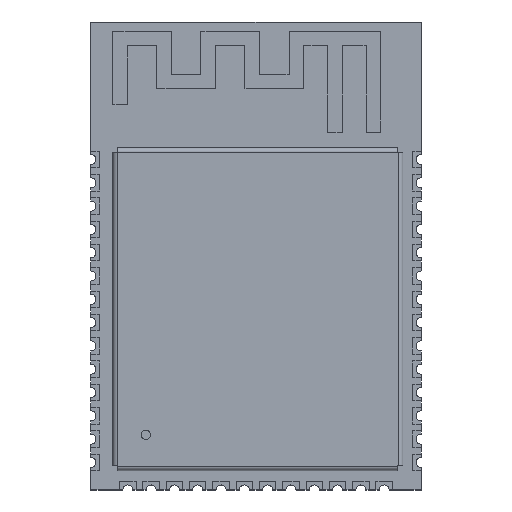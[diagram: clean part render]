
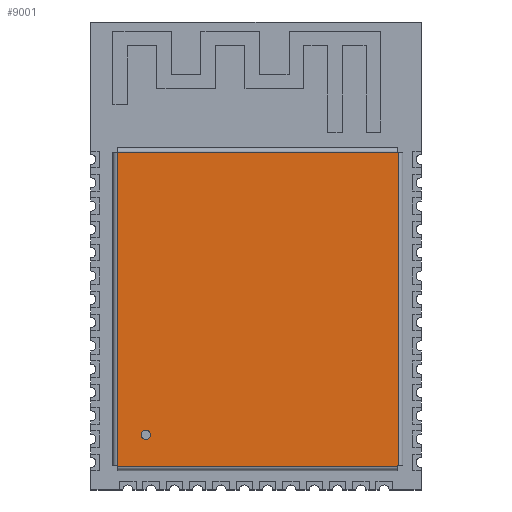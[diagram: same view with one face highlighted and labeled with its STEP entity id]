
A CAD part, top view. The second image highlights one B-rep face of the part: STEP entity #9001.
In plain terms, the highlighted planar face has unit normal (0, 0, 1).
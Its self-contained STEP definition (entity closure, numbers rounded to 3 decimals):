
#4486 = VERTEX_POINT('',#4487);
#4487 = CARTESIAN_POINT('',(-7.529,-8.429,3.25));
#4493 = EDGE_CURVE('',#4486,#4494,#4496,.T.);
#4494 = VERTEX_POINT('',#4495);
#4495 = CARTESIAN_POINT('',(-7.549,-8.429,3.25));
#4496 = LINE('',#4497,#4498);
#4497 = CARTESIAN_POINT('',(-7.529,-8.429,3.25));
#4498 = VECTOR('',#4499,1.);
#4499 = DIRECTION('',(-1.,0.,0.));
#4550 = VERTEX_POINT('',#4551);
#4551 = CARTESIAN_POINT('',(-7.549,8.629,3.25));
#4558 = EDGE_CURVE('',#4550,#4559,#4561,.T.);
#4559 = VERTEX_POINT('',#4560);
#4560 = CARTESIAN_POINT('',(-7.529,8.629,3.25));
#4561 = LINE('',#4562,#4563);
#4562 = CARTESIAN_POINT('',(-7.529,8.629,3.25));
#4563 = VECTOR('',#4564,1.);
#4564 = DIRECTION('',(1.,0.,0.));
#4650 = VERTEX_POINT('',#4651);
#4651 = CARTESIAN_POINT('',(7.729,-8.429,3.25));
#4657 = EDGE_CURVE('',#4650,#4658,#4660,.T.);
#4658 = VERTEX_POINT('',#4659);
#4659 = CARTESIAN_POINT('',(7.729,-8.449,3.25));
#4660 = LINE('',#4661,#4662);
#4661 = CARTESIAN_POINT('',(7.729,-8.7,3.25));
#4662 = VECTOR('',#4663,1.);
#4663 = DIRECTION('',(0.,-1.,0.));
#4714 = VERTEX_POINT('',#4715);
#4715 = CARTESIAN_POINT('',(-7.529,-8.449,3.25));
#4722 = EDGE_CURVE('',#4714,#4486,#4723,.T.);
#4723 = LINE('',#4724,#4725);
#4724 = CARTESIAN_POINT('',(-7.529,-8.7,3.25));
#4725 = VECTOR('',#4726,1.);
#4726 = DIRECTION('',(0.,1.,0.));
#4803 = EDGE_CURVE('',#4559,#4804,#4806,.T.);
#4804 = VERTEX_POINT('',#4805);
#4805 = CARTESIAN_POINT('',(-7.529,8.649,3.25));
#4806 = LINE('',#4807,#4808);
#4807 = CARTESIAN_POINT('',(-7.529,8.629,3.25));
#4808 = VECTOR('',#4809,1.);
#4809 = DIRECTION('',(0.,1.,0.));
#4860 = VERTEX_POINT('',#4861);
#4861 = CARTESIAN_POINT('',(7.729,8.649,3.25));
#4868 = EDGE_CURVE('',#4860,#4869,#4871,.T.);
#4869 = VERTEX_POINT('',#4870);
#4870 = CARTESIAN_POINT('',(7.729,8.629,3.25));
#4871 = LINE('',#4872,#4873);
#4872 = CARTESIAN_POINT('',(7.729,8.629,3.25));
#4873 = VECTOR('',#4874,1.);
#4874 = DIRECTION('',(0.,-1.,0.));
#4958 = EDGE_CURVE('',#4869,#4959,#4961,.T.);
#4959 = VERTEX_POINT('',#4960);
#4960 = CARTESIAN_POINT('',(7.749,8.629,3.25));
#4961 = LINE('',#4962,#4963);
#4962 = CARTESIAN_POINT('',(8.,8.629,3.25));
#4963 = VECTOR('',#4964,1.);
#4964 = DIRECTION('',(1.,0.,0.));
#5015 = VERTEX_POINT('',#5016);
#5016 = CARTESIAN_POINT('',(7.749,-8.429,3.25));
#5023 = EDGE_CURVE('',#5015,#4650,#5024,.T.);
#5024 = LINE('',#5025,#5026);
#5025 = CARTESIAN_POINT('',(8.,-8.429,3.25));
#5026 = VECTOR('',#5027,1.);
#5027 = DIRECTION('',(-1.,0.,0.));
#9001 = ADVANCED_FACE('',(#9002,#9022),#9056,.F.);
#9002 = FACE_BOUND('',#9003,.T.);
#9003 = EDGE_LOOP('',(#9004,#9015));
#9004 = ORIENTED_EDGE('',*,*,#9005,.F.);
#9005 = EDGE_CURVE('',#9006,#9008,#9010,.T.);
#9006 = VERTEX_POINT('',#9007);
#9007 = CARTESIAN_POINT('',(-6.,-7.,3.25));
#9008 = VERTEX_POINT('',#9009);
#9009 = CARTESIAN_POINT('',(-6.,-6.5,3.25));
#9010 = CIRCLE('',#9011,0.25);
#9011 = AXIS2_PLACEMENT_3D('',#9012,#9013,#9014);
#9012 = CARTESIAN_POINT('',(-6.,-6.75,3.25));
#9013 = DIRECTION('',(-0.,0.,1.));
#9014 = DIRECTION('',(0.,-1.,0.));
#9015 = ORIENTED_EDGE('',*,*,#9016,.F.);
#9016 = EDGE_CURVE('',#9008,#9006,#9017,.T.);
#9017 = CIRCLE('',#9018,0.25);
#9018 = AXIS2_PLACEMENT_3D('',#9019,#9020,#9021);
#9019 = CARTESIAN_POINT('',(-6.,-6.75,3.25));
#9020 = DIRECTION('',(-0.,0.,1.));
#9021 = DIRECTION('',(0.,-1.,0.));
#9022 = FACE_BOUND('',#9023,.T.);
#9023 = EDGE_LOOP('',(#9024,#9030,#9031,#9032,#9038,#9039,#9040,#9046,
    #9047,#9048,#9054,#9055));
#9024 = ORIENTED_EDGE('',*,*,#9025,.T.);
#9025 = EDGE_CURVE('',#4860,#4804,#9026,.T.);
#9026 = LINE('',#9027,#9028);
#9027 = CARTESIAN_POINT('',(0.,8.649,3.25));
#9028 = VECTOR('',#9029,1.);
#9029 = DIRECTION('',(-1.,0.,-0.));
#9030 = ORIENTED_EDGE('',*,*,#4803,.F.);
#9031 = ORIENTED_EDGE('',*,*,#4558,.F.);
#9032 = ORIENTED_EDGE('',*,*,#9033,.T.);
#9033 = EDGE_CURVE('',#4550,#4494,#9034,.T.);
#9034 = LINE('',#9035,#9036);
#9035 = CARTESIAN_POINT('',(-7.549,3.,3.25));
#9036 = VECTOR('',#9037,1.);
#9037 = DIRECTION('',(0.,-1.,0.));
#9038 = ORIENTED_EDGE('',*,*,#4493,.F.);
#9039 = ORIENTED_EDGE('',*,*,#4722,.F.);
#9040 = ORIENTED_EDGE('',*,*,#9041,.T.);
#9041 = EDGE_CURVE('',#4714,#4658,#9042,.T.);
#9042 = LINE('',#9043,#9044);
#9043 = CARTESIAN_POINT('',(0.,-8.449,3.25));
#9044 = VECTOR('',#9045,1.);
#9045 = DIRECTION('',(1.,0.,0.));
#9046 = ORIENTED_EDGE('',*,*,#4657,.F.);
#9047 = ORIENTED_EDGE('',*,*,#5023,.F.);
#9048 = ORIENTED_EDGE('',*,*,#9049,.T.);
#9049 = EDGE_CURVE('',#5015,#4959,#9050,.T.);
#9050 = LINE('',#9051,#9052);
#9051 = CARTESIAN_POINT('',(7.749,3.,3.25));
#9052 = VECTOR('',#9053,1.);
#9053 = DIRECTION('',(-0.,1.,0.));
#9054 = ORIENTED_EDGE('',*,*,#4958,.F.);
#9055 = ORIENTED_EDGE('',*,*,#4868,.F.);
#9056 = PLANE('',#9057);
#9057 = AXIS2_PLACEMENT_3D('',#9058,#9059,#9060);
#9058 = CARTESIAN_POINT('',(0.,3.,3.25));
#9059 = DIRECTION('',(0.,0.,-1.));
#9060 = DIRECTION('',(0.,1.,0.));
